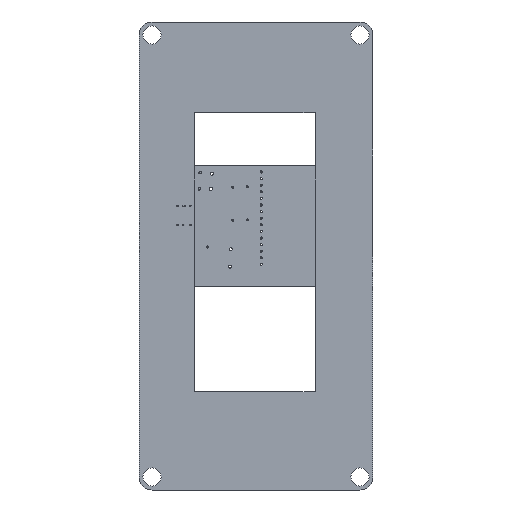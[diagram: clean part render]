
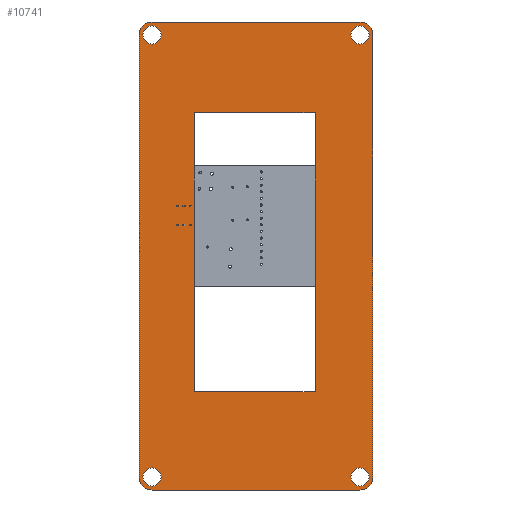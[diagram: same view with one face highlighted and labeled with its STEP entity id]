
A CAD part, front view. The second image highlights one B-rep face of the part: STEP entity #10741.
In plain terms, the highlighted planar face has unit normal (0, -1, 0).
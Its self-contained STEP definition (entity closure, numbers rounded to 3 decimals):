
#1123=FACE_BOUND('',#2596,.T.);
#1124=FACE_BOUND('',#2597,.T.);
#1125=FACE_BOUND('',#2598,.T.);
#1126=FACE_BOUND('',#2599,.T.);
#1127=FACE_BOUND('',#2600,.T.);
#1338=CIRCLE('',#11368,5.);
#1339=CIRCLE('',#11371,5.);
#1340=CIRCLE('',#11373,5.);
#1341=CIRCLE('',#11376,5.);
#1342=CIRCLE('',#11387,3.5);
#1343=CIRCLE('',#11389,3.5);
#1344=CIRCLE('',#11391,3.5);
#1345=CIRCLE('',#11393,3.5);
#1901=FACE_OUTER_BOUND('',#2595,.T.);
#2595=EDGE_LOOP('',(#9918,#9919,#9920,#9921,#9922,#9923,#9924,#9925));
#2596=EDGE_LOOP('',(#9926,#9927,#9928,#9929));
#2597=EDGE_LOOP('',(#9930));
#2598=EDGE_LOOP('',(#9931));
#2599=EDGE_LOOP('',(#9932));
#2600=EDGE_LOOP('',(#9933));
#3349=LINE('',#18293,#4250);
#3470=LINE('',#19884,#4371);
#3476=LINE('',#19908,#4377);
#3480=LINE('',#19916,#4381);
#3483=LINE('',#19922,#4384);
#3486=LINE('',#19927,#4387);
#3500=LINE('',#19963,#4401);
#3501=LINE('',#19965,#4402);
#4250=VECTOR('',#13222,10.);
#4371=VECTOR('',#13391,10.);
#4377=VECTOR('',#13421,10.);
#4381=VECTOR('',#13427,10.);
#4384=VECTOR('',#13432,10.);
#4387=VECTOR('',#13437,10.);
#4401=VECTOR('',#13479,10.);
#4402=VECTOR('',#13482,10.);
#5207=VERTEX_POINT('',#18290);
#5208=VERTEX_POINT('',#18292);
#5373=VERTEX_POINT('',#19881);
#5374=VERTEX_POINT('',#19883);
#5375=VERTEX_POINT('',#19888);
#5376=VERTEX_POINT('',#19893);
#5377=VERTEX_POINT('',#19897);
#5378=VERTEX_POINT('',#19902);
#5379=VERTEX_POINT('',#19906);
#5380=VERTEX_POINT('',#19907);
#5383=VERTEX_POINT('',#19915);
#5385=VERTEX_POINT('',#19921);
#5391=VERTEX_POINT('',#19947);
#5392=VERTEX_POINT('',#19951);
#5393=VERTEX_POINT('',#19955);
#5394=VERTEX_POINT('',#19959);
#6619=EDGE_CURVE('',#5208,#5207,#3349,.T.);
#6868=EDGE_CURVE('',#5374,#5373,#3470,.T.);
#6871=EDGE_CURVE('',#5375,#5373,#1338,.T.);
#6872=EDGE_CURVE('',#5374,#5376,#1339,.T.);
#6875=EDGE_CURVE('',#5377,#5207,#1340,.T.);
#6876=EDGE_CURVE('',#5208,#5378,#1341,.T.);
#6878=EDGE_CURVE('',#5379,#5380,#3476,.T.);
#6882=EDGE_CURVE('',#5383,#5379,#3480,.T.);
#6885=EDGE_CURVE('',#5385,#5383,#3483,.T.);
#6888=EDGE_CURVE('',#5380,#5385,#3486,.T.);
#6899=EDGE_CURVE('',#5391,#5391,#1342,.T.);
#6901=EDGE_CURVE('',#5392,#5392,#1343,.T.);
#6903=EDGE_CURVE('',#5393,#5393,#1344,.T.);
#6905=EDGE_CURVE('',#5394,#5394,#1345,.T.);
#6906=EDGE_CURVE('',#5375,#5378,#3500,.T.);
#6907=EDGE_CURVE('',#5377,#5376,#3501,.T.);
#9918=ORIENTED_EDGE('',*,*,#6871,.F.);
#9919=ORIENTED_EDGE('',*,*,#6906,.T.);
#9920=ORIENTED_EDGE('',*,*,#6876,.F.);
#9921=ORIENTED_EDGE('',*,*,#6619,.T.);
#9922=ORIENTED_EDGE('',*,*,#6875,.F.);
#9923=ORIENTED_EDGE('',*,*,#6907,.T.);
#9924=ORIENTED_EDGE('',*,*,#6872,.F.);
#9925=ORIENTED_EDGE('',*,*,#6868,.T.);
#9926=ORIENTED_EDGE('',*,*,#6888,.F.);
#9927=ORIENTED_EDGE('',*,*,#6878,.F.);
#9928=ORIENTED_EDGE('',*,*,#6882,.F.);
#9929=ORIENTED_EDGE('',*,*,#6885,.F.);
#9930=ORIENTED_EDGE('',*,*,#6905,.F.);
#9931=ORIENTED_EDGE('',*,*,#6903,.F.);
#9932=ORIENTED_EDGE('',*,*,#6901,.F.);
#9933=ORIENTED_EDGE('',*,*,#6899,.F.);
#10185=PLANE('',#11396);
#10741=ADVANCED_FACE('',(#1901,#1123,#1124,#1125,#1126,#1127),#10185,.F.);
#11368=AXIS2_PLACEMENT_3D('',#19890,#13398,#13399);
#11371=AXIS2_PLACEMENT_3D('',#19894,#13404,#13405);
#11373=AXIS2_PLACEMENT_3D('',#19899,#13410,#13411);
#11376=AXIS2_PLACEMENT_3D('',#19903,#13416,#13417);
#11387=AXIS2_PLACEMENT_3D('',#19949,#13460,#13461);
#11389=AXIS2_PLACEMENT_3D('',#19953,#13465,#13466);
#11391=AXIS2_PLACEMENT_3D('',#19957,#13470,#13471);
#11393=AXIS2_PLACEMENT_3D('',#19961,#13475,#13476);
#11396=AXIS2_PLACEMENT_3D('',#19966,#13483,#13484);
#13222=DIRECTION('',(1.,0.,0.));
#13391=DIRECTION('',(-1.,0.,0.));
#13398=DIRECTION('center_axis',(0.,1.,0.));
#13399=DIRECTION('ref_axis',(-0.707,0.,0.707));
#13404=DIRECTION('center_axis',(0.,1.,0.));
#13405=DIRECTION('ref_axis',(0.707,0.,0.707));
#13410=DIRECTION('center_axis',(0.,1.,0.));
#13411=DIRECTION('ref_axis',(0.707,0.,-0.707));
#13416=DIRECTION('center_axis',(0.,1.,0.));
#13417=DIRECTION('ref_axis',(-0.707,0.,-0.707));
#13421=DIRECTION('',(0.,0.,1.));
#13427=DIRECTION('',(1.,0.,0.));
#13432=DIRECTION('',(0.,0.,-1.));
#13437=DIRECTION('',(-1.,0.,0.));
#13460=DIRECTION('center_axis',(0.,-1.,0.));
#13461=DIRECTION('ref_axis',(1.,0.,0.));
#13465=DIRECTION('center_axis',(0.,-1.,0.));
#13466=DIRECTION('ref_axis',(1.,0.,0.));
#13470=DIRECTION('center_axis',(0.,-1.,0.));
#13471=DIRECTION('ref_axis',(1.,0.,0.));
#13475=DIRECTION('center_axis',(0.,-1.,0.));
#13476=DIRECTION('ref_axis',(1.,0.,0.));
#13479=DIRECTION('',(0.,0.,-1.));
#13482=DIRECTION('',(0.,0.,1.));
#13483=DIRECTION('center_axis',(0.,1.,0.));
#13484=DIRECTION('ref_axis',(1.,0.,0.));
#18290=CARTESIAN_POINT('',(70.815,0.,-37.87));
#18292=CARTESIAN_POINT('',(-9.185,0.,-37.87));
#18293=CARTESIAN_POINT('',(-14.185,0.,-37.87));
#19881=CARTESIAN_POINT('',(-9.185,0.,142.13));
#19883=CARTESIAN_POINT('',(70.815,0.,142.13));
#19884=CARTESIAN_POINT('',(75.815,0.,142.13));
#19888=CARTESIAN_POINT('',(-14.185,0.,137.13));
#19890=CARTESIAN_POINT('Origin',(-9.185,0.,137.13));
#19893=CARTESIAN_POINT('',(75.815,0.,137.13));
#19894=CARTESIAN_POINT('Origin',(70.815,0.,137.13));
#19897=CARTESIAN_POINT('',(75.815,0.,-32.87));
#19899=CARTESIAN_POINT('Origin',(70.815,0.,-32.87));
#19902=CARTESIAN_POINT('',(-14.185,0.,-32.87));
#19903=CARTESIAN_POINT('Origin',(-9.185,0.,-32.87));
#19906=CARTESIAN_POINT('',(53.538,0.,0.));
#19907=CARTESIAN_POINT('',(53.538,0.,107.194));
#19908=CARTESIAN_POINT('',(53.538,0.,0.));
#19915=CARTESIAN_POINT('',(7.058,0.,0.));
#19916=CARTESIAN_POINT('',(7.058,0.,0.));
#19921=CARTESIAN_POINT('',(7.058,0.,107.194));
#19922=CARTESIAN_POINT('',(7.058,0.,107.194));
#19927=CARTESIAN_POINT('',(53.538,0.,107.194));
#19947=CARTESIAN_POINT('',(-12.685,0.,137.13));
#19949=CARTESIAN_POINT('Origin',(-9.185,0.,137.13));
#19951=CARTESIAN_POINT('',(-12.685,0.,-32.87));
#19953=CARTESIAN_POINT('Origin',(-9.185,0.,-32.87));
#19955=CARTESIAN_POINT('',(67.315,0.,-32.87));
#19957=CARTESIAN_POINT('Origin',(70.815,0.,-32.87));
#19959=CARTESIAN_POINT('',(67.315,0.,137.13));
#19961=CARTESIAN_POINT('Origin',(70.815,0.,137.13));
#19963=CARTESIAN_POINT('',(-14.185,0.,142.13));
#19965=CARTESIAN_POINT('',(75.815,0.,-37.87));
#19966=CARTESIAN_POINT('Origin',(30.815,0.,52.13));
